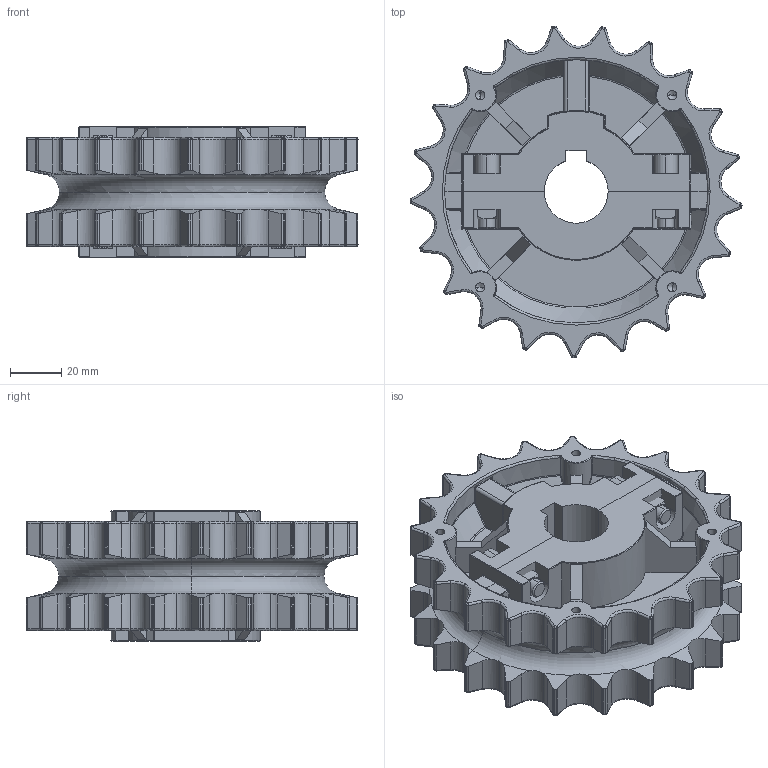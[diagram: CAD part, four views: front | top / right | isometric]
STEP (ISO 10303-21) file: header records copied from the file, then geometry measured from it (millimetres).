
FILE_DESCRIPTION (( 'STEP AP214' ), '1' );
FILE_NAME ('Rexnord-NS820 Thermoplastic Split Sprocket-NS820-21T 25MM Shaft-Ready Round Bore.STEP', '2019-05-06T09:59:25', ( '' ), ( '' ), 'SwSTEP 2.0', 'SolidWorks 2019', '' );
FILE_SCHEMA (( 'AUTOMOTIVE_DESIGN' ));
Length unit declared in the file: inch
Products named in the file (1): Rexnord-NS820 Thermoplastic Split Sprocket-NS820-21T 25MM Shaft-Ready Round Bore
Bounding box: 129.72 x 129.51 x 50.8 mm (x, y, z)
Volume: 310914.2 mm3; surface area: 80039.6 mm2
Topology: 9 solids, 9 shells, 1336 faces, 3312 edges, 1928 vertices
Faces by surface type: cylinder 477, plane 273, torus 200, bspline 156, sphere 124, cone 106
Entity records: 61225 total; most frequent: CARTESIAN_POINT 14241, ORIENTED_EDGE 6400, DIRECTION 6142, EDGE_CURVE 3200, AXIS2_PLACEMENT_3D 2531, VERTEX_POINT 1898, EDGE_LOOP 1370, CIRCLE 1350
